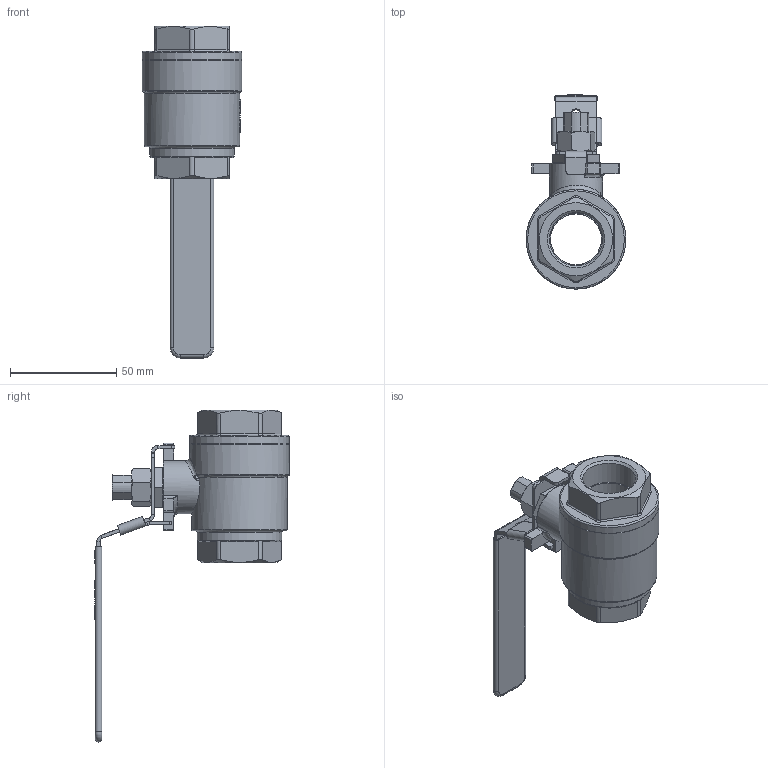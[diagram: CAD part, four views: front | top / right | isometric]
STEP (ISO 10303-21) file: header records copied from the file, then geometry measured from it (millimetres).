
FILE_DESCRIPTION(/* description */ (''),/* implementation_level */ '2;1');
FILE_NAME(/* name */ 'DN25_3D_STEP.stp',/* time_stamp */ '2025-08-08T00:32:23+03:00',/* author */ ('igorr'),/* organization */ (''),/* preprocessor_version */ 'ST-DEVELOPER v20',/* originating_system */ 'Autodesk Inventor 2025',/* authorisation */ '');
FILE_SCHEMA (('AUTOMOTIVE_DESIGN { 1 0 10303 214 3 1 1 }'));
Length unit declared in the file: millimetre
Products named in the file (5): Сборка; Деталь1; Деталь2; Деталь3; ANSI B18.2.4.2M - M10x1,5
Assembly tree (4 placements, depth 2):
  Сборка
    Деталь1
    Деталь2
    Деталь3
    ANSI B18.2.4.2M - M10x1,5
Bounding box: 47 x 91.65 x 156.5 mm (x, y, z)
Volume: 92500.3 mm3; surface area: 33126 mm2
Topology: 4 solids, 4 shells, 491 faces, 1263 edges, 808 vertices
Faces by surface type: plane 245, cylinder 112, bspline 77, torus 39, cone 18
Full cylindrical faces by diameter (mm): 4.737 x1, 5 x1, 6.316 x1, 8.376 x1, 24 x1, 25 x3, 27 x1, 39.796 x1, 45 x1, 47 x2
Entity records: 17175 total; most frequent: CARTESIAN_POINT 5071, ORIENTED_EDGE 2526, DIRECTION 2152, EDGE_CURVE 1263, VERTEX_POINT 808, AXIS2_PLACEMENT_3D 726, LINE 700, VECTOR 700
